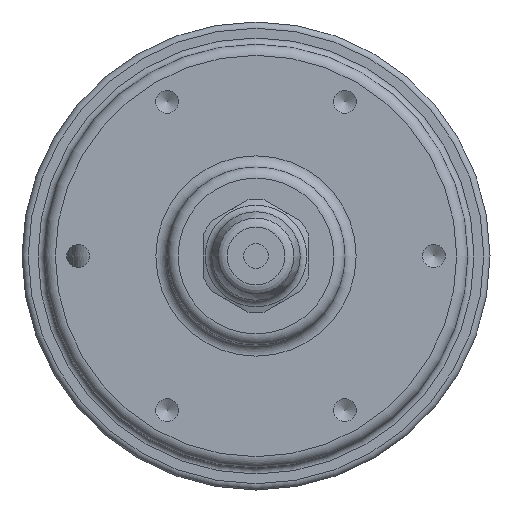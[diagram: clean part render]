
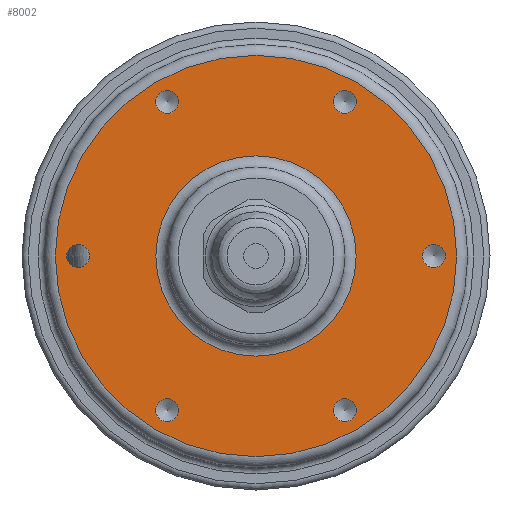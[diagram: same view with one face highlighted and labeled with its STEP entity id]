
A CAD part, front view. The second image highlights one B-rep face of the part: STEP entity #8002.
In plain terms, the highlighted planar face has unit normal (0, -1, 0).
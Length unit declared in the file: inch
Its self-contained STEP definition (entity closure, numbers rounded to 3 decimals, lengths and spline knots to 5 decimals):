
#93=FACE_BOUND('',#1512,.T.);
#94=FACE_BOUND('',#1513,.T.);
#95=FACE_BOUND('',#1514,.T.);
#96=FACE_BOUND('',#1515,.T.);
#97=FACE_BOUND('',#1516,.T.);
#98=FACE_BOUND('',#1517,.T.);
#99=FACE_BOUND('',#1518,.T.);
#478=PLANE('',#8838);
#1024=FACE_OUTER_BOUND('',#1511,.T.);
#1511=EDGE_LOOP('',(#6795));
#1512=EDGE_LOOP('',(#6796));
#1513=EDGE_LOOP('',(#6797));
#1514=EDGE_LOOP('',(#6798));
#1515=EDGE_LOOP('',(#6799));
#1516=EDGE_LOOP('',(#6800));
#1517=EDGE_LOOP('',(#6801));
#1518=EDGE_LOOP('',(#6802));
#1932=CIRCLE('',#8836,0.5625);
#1934=CIRCLE('',#8839,1.1275);
#1935=CIRCLE('',#8840,0.065);
#1936=CIRCLE('',#8841,0.065);
#1937=CIRCLE('',#8842,0.065);
#1938=CIRCLE('',#8843,0.065);
#1939=CIRCLE('',#8844,0.065);
#1940=CIRCLE('',#8845,0.065);
#3578=VERTEX_POINT('',#21079);
#3579=VERTEX_POINT('',#21083);
#3580=VERTEX_POINT('',#21085);
#3581=VERTEX_POINT('',#21087);
#3582=VERTEX_POINT('',#21089);
#3583=VERTEX_POINT('',#21091);
#3584=VERTEX_POINT('',#21093);
#3585=VERTEX_POINT('',#21095);
#4671=EDGE_CURVE('',#3578,#3578,#1932,.T.);
#4673=EDGE_CURVE('',#3579,#3579,#1934,.T.);
#4674=EDGE_CURVE('',#3580,#3580,#1935,.T.);
#4675=EDGE_CURVE('',#3581,#3581,#1936,.T.);
#4676=EDGE_CURVE('',#3582,#3582,#1937,.T.);
#4677=EDGE_CURVE('',#3583,#3583,#1938,.T.);
#4678=EDGE_CURVE('',#3584,#3584,#1939,.T.);
#4679=EDGE_CURVE('',#3585,#3585,#1940,.T.);
#6795=ORIENTED_EDGE('',*,*,#4673,.F.);
#6796=ORIENTED_EDGE('',*,*,#4674,.T.);
#6797=ORIENTED_EDGE('',*,*,#4675,.T.);
#6798=ORIENTED_EDGE('',*,*,#4676,.T.);
#6799=ORIENTED_EDGE('',*,*,#4677,.T.);
#6800=ORIENTED_EDGE('',*,*,#4678,.T.);
#6801=ORIENTED_EDGE('',*,*,#4679,.T.);
#6802=ORIENTED_EDGE('',*,*,#4671,.F.);
#8002=ADVANCED_FACE('',(#1024,#93,#94,#95,#96,#97,#98,#99),#478,.F.);
#8836=AXIS2_PLACEMENT_3D('',#21080,#10757,#10758);
#8838=AXIS2_PLACEMENT_3D('',#21082,#10761,#10762);
#8839=AXIS2_PLACEMENT_3D('',#21084,#10763,#10764);
#8840=AXIS2_PLACEMENT_3D('',#21086,#10765,#10766);
#8841=AXIS2_PLACEMENT_3D('',#21088,#10767,#10768);
#8842=AXIS2_PLACEMENT_3D('',#21090,#10769,#10770);
#8843=AXIS2_PLACEMENT_3D('',#21092,#10771,#10772);
#8844=AXIS2_PLACEMENT_3D('',#21094,#10773,#10774);
#8845=AXIS2_PLACEMENT_3D('',#21096,#10775,#10776);
#10757=DIRECTION('center_axis',(0.,-1.,0.));
#10758=DIRECTION('ref_axis',(1.,0.,0.));
#10761=DIRECTION('center_axis',(0.,1.,0.));
#10762=DIRECTION('ref_axis',(1.,0.,0.));
#10763=DIRECTION('center_axis',(0.,1.,0.));
#10764=DIRECTION('ref_axis',(1.,0.,0.));
#10765=DIRECTION('center_axis',(0.,1.,0.));
#10766=DIRECTION('ref_axis',(-0.5,0.,-0.866));
#10767=DIRECTION('center_axis',(0.,1.,0.));
#10768=DIRECTION('ref_axis',(0.5,0.,-0.866));
#10769=DIRECTION('center_axis',(0.,1.,0.));
#10770=DIRECTION('ref_axis',(1.,0.,0.));
#10771=DIRECTION('center_axis',(0.,1.,0.));
#10772=DIRECTION('ref_axis',(0.5,0.,0.866));
#10773=DIRECTION('center_axis',(0.,1.,0.));
#10774=DIRECTION('ref_axis',(-0.5,0.,0.866));
#10775=DIRECTION('center_axis',(0.,1.,0.));
#10776=DIRECTION('ref_axis',(-1.,0.,0.));
#21079=CARTESIAN_POINT('',(0.5625,-1.45,0.));
#21080=CARTESIAN_POINT('Origin',(0.,-1.45,0.));
#21082=CARTESIAN_POINT('Origin',(0.,-1.45,0.));
#21083=CARTESIAN_POINT('',(-1.1275,-1.45,0.));
#21084=CARTESIAN_POINT('Origin',(0.,-1.45,0.));
#21085=CARTESIAN_POINT('',(0.5325,-1.45,0.92232));
#21086=CARTESIAN_POINT('Origin',(0.5,-1.45,0.86603));
#21087=CARTESIAN_POINT('',(-0.5325,-1.45,0.92232));
#21088=CARTESIAN_POINT('Origin',(-0.5,-1.45,0.86603));
#21089=CARTESIAN_POINT('',(-1.065,-1.45,0.));
#21090=CARTESIAN_POINT('Origin',(-1.,-1.45,0.));
#21091=CARTESIAN_POINT('',(-0.5325,-1.45,-0.92232));
#21092=CARTESIAN_POINT('Origin',(-0.5,-1.45,-0.86603));
#21093=CARTESIAN_POINT('',(0.5325,-1.45,-0.92232));
#21094=CARTESIAN_POINT('Origin',(0.5,-1.45,-0.86603));
#21095=CARTESIAN_POINT('',(1.065,-1.45,0.));
#21096=CARTESIAN_POINT('Origin',(1.,-1.45,0.));
